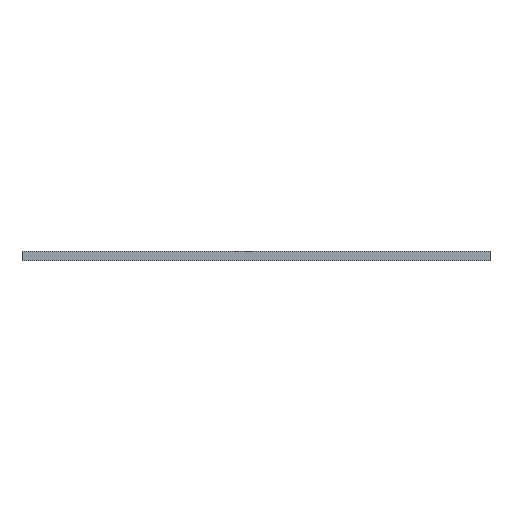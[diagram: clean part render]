
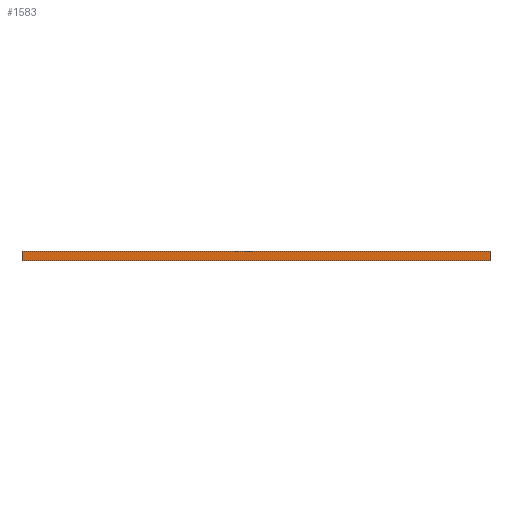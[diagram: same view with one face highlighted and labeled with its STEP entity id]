
A CAD part, front view. The second image highlights one B-rep face of the part: STEP entity #1583.
In plain terms, the highlighted planar face has unit normal (0, -1, 0).
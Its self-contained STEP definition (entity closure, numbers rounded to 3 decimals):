
#268=FACE_OUTER_BOUND('',#360,.T.);
#360=EDGE_LOOP('',(#1449,#1450,#1451,#1452));
#477=LINE('',#3208,#601);
#484=LINE('',#3223,#608);
#485=LINE('',#3226,#609);
#486=LINE('',#3227,#610);
#601=VECTOR('',#1793,10.);
#608=VECTOR('',#1808,10.);
#609=VECTOR('',#1811,10.);
#610=VECTOR('',#1812,10.);
#761=VERTEX_POINT('',#3205);
#762=VERTEX_POINT('',#3207);
#766=VERTEX_POINT('',#3221);
#767=VERTEX_POINT('',#3225);
#991=EDGE_CURVE('',#761,#762,#477,.T.);
#998=EDGE_CURVE('',#766,#762,#484,.T.);
#999=EDGE_CURVE('',#767,#766,#485,.T.);
#1000=EDGE_CURVE('',#767,#761,#486,.T.);
#1449=ORIENTED_EDGE('',*,*,#999,.T.);
#1450=ORIENTED_EDGE('',*,*,#998,.T.);
#1451=ORIENTED_EDGE('',*,*,#991,.F.);
#1452=ORIENTED_EDGE('',*,*,#1000,.F.);
#1497=PLANE('',#1628);
#1583=ADVANCED_FACE('',(#268),#1497,.T.);
#1628=AXIS2_PLACEMENT_3D('',#3224,#1809,#1810);
#1793=DIRECTION('',(1.,0.,0.));
#1808=DIRECTION('',(0.,0.,1.));
#1809=DIRECTION('center_axis',(0.,-1.,0.));
#1810=DIRECTION('ref_axis',(1.,0.,0.));
#1811=DIRECTION('',(1.,0.,0.));
#1812=DIRECTION('',(0.,0.,1.));
#3205=CARTESIAN_POINT('',(-24.75,-9.25,7.3));
#3207=CARTESIAN_POINT('',(36.913,-9.25,7.3));
#3208=CARTESIAN_POINT('',(-24.75,-9.25,7.3));
#3221=CARTESIAN_POINT('',(36.913,-9.25,6.));
#3223=CARTESIAN_POINT('',(36.913,-9.25,6.));
#3224=CARTESIAN_POINT('Origin',(-24.75,-9.25,6.));
#3225=CARTESIAN_POINT('',(-24.75,-9.25,6.));
#3226=CARTESIAN_POINT('',(-24.75,-9.25,6.));
#3227=CARTESIAN_POINT('',(-24.75,-9.25,6.));
